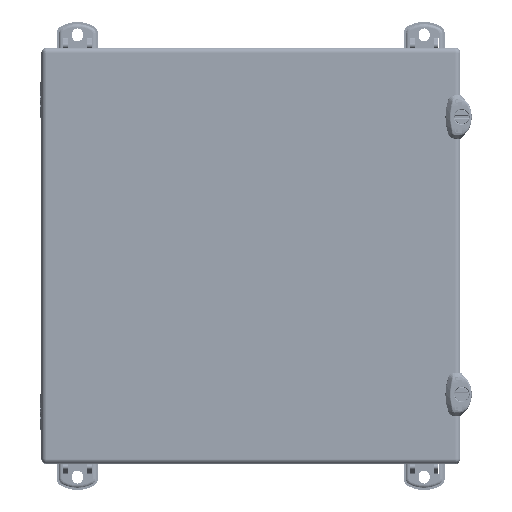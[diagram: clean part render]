
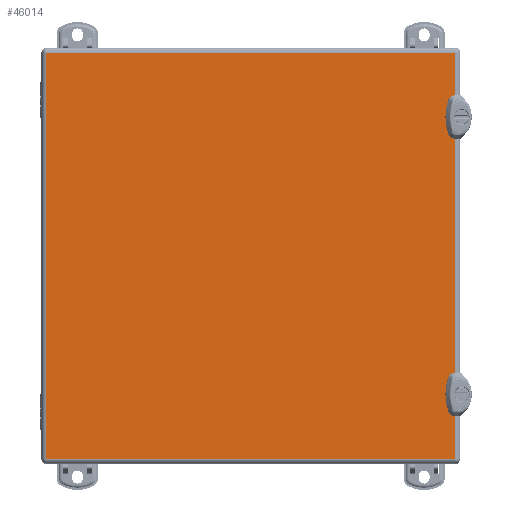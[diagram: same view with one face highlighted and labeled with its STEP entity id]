
A CAD part, top view. The second image highlights one B-rep face of the part: STEP entity #46014.
In plain terms, the highlighted planar face has unit normal (0, 0, 1).
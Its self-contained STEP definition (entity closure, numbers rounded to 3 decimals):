
#3350=PLANE('',#50043);
#4914=FACE_OUTER_BOUND('',#7753,.T.);
#7753=EDGE_LOOP('',(#34475,#34476,#34477,#34478,#34479,#34480,#34481,#34482,
#34483,#34484,#34485,#34486,#34487,#34488,#34489,#34490));
#10907=LINE('',#75002,#14765);
#10916=LINE('',#75031,#14774);
#10919=LINE('',#75040,#14777);
#10949=LINE('',#75124,#14807);
#10955=LINE('',#75142,#14813);
#10958=LINE('',#75149,#14816);
#10962=LINE('',#75161,#14820);
#10966=LINE('',#75176,#14824);
#10970=LINE('',#75186,#14828);
#11045=LINE('',#75469,#14903);
#11047=LINE('',#75478,#14905);
#11048=LINE('',#75484,#14906);
#14765=VECTOR('',#56273,0.394);
#14774=VECTOR('',#56298,0.394);
#14777=VECTOR('',#56307,0.394);
#14807=VECTOR('',#56387,0.394);
#14813=VECTOR('',#56403,0.394);
#14816=VECTOR('',#56410,0.394);
#14820=VECTOR('',#56422,0.394);
#14824=VECTOR('',#56440,0.394);
#14828=VECTOR('',#56452,0.394);
#14903=VECTOR('',#56681,0.394);
#14905=VECTOR('',#56693,0.394);
#14906=VECTOR('',#56704,0.394);
#18085=CIRCLE('',#49935,0.03);
#18087=CIRCLE('',#49939,0.03);
#18089=CIRCLE('',#49942,0.03);
#18091=CIRCLE('',#49946,0.03);
#20284=VERTEX_POINT('',#74998);
#20286=VERTEX_POINT('',#75001);
#20297=VERTEX_POINT('',#75028);
#20298=VERTEX_POINT('',#75030);
#20301=VERTEX_POINT('',#75038);
#20330=VERTEX_POINT('',#75123);
#20336=VERTEX_POINT('',#75139);
#20337=VERTEX_POINT('',#75141);
#20339=VERTEX_POINT('',#75147);
#20341=VERTEX_POINT('',#75154);
#20343=VERTEX_POINT('',#75160);
#20345=VERTEX_POINT('',#75169);
#20347=VERTEX_POINT('',#75175);
#20349=VERTEX_POINT('',#75181);
#20422=VERTEX_POINT('',#75463);
#20426=VERTEX_POINT('',#75476);
#25310=EDGE_CURVE('',#20286,#20284,#10907,.T.);
#25324=EDGE_CURVE('',#20297,#20298,#10916,.T.);
#25329=EDGE_CURVE('',#20301,#20284,#10919,.T.);
#25371=EDGE_CURVE('',#20330,#20298,#10949,.T.);
#25380=EDGE_CURVE('',#20336,#20337,#10955,.T.);
#25384=EDGE_CURVE('',#20297,#20339,#10958,.T.);
#25387=EDGE_CURVE('',#20341,#20286,#18085,.T.);
#25390=EDGE_CURVE('',#20343,#20341,#10962,.T.);
#25393=EDGE_CURVE('',#20339,#20343,#18087,.T.);
#25395=EDGE_CURVE('',#20345,#20330,#18089,.T.);
#25398=EDGE_CURVE('',#20347,#20345,#10966,.T.);
#25401=EDGE_CURVE('',#20349,#20347,#18091,.T.);
#25404=EDGE_CURVE('',#20336,#20349,#10970,.T.);
#25519=EDGE_CURVE('',#20337,#20422,#11045,.T.);
#25524=EDGE_CURVE('',#20426,#20301,#11047,.T.);
#25528=EDGE_CURVE('',#20422,#20426,#11048,.T.);
#34475=ORIENTED_EDGE('',*,*,#25310,.T.);
#34476=ORIENTED_EDGE('',*,*,#25329,.F.);
#34477=ORIENTED_EDGE('',*,*,#25524,.F.);
#34478=ORIENTED_EDGE('',*,*,#25528,.F.);
#34479=ORIENTED_EDGE('',*,*,#25519,.F.);
#34480=ORIENTED_EDGE('',*,*,#25380,.F.);
#34481=ORIENTED_EDGE('',*,*,#25404,.T.);
#34482=ORIENTED_EDGE('',*,*,#25401,.T.);
#34483=ORIENTED_EDGE('',*,*,#25398,.T.);
#34484=ORIENTED_EDGE('',*,*,#25395,.T.);
#34485=ORIENTED_EDGE('',*,*,#25371,.T.);
#34486=ORIENTED_EDGE('',*,*,#25324,.F.);
#34487=ORIENTED_EDGE('',*,*,#25384,.T.);
#34488=ORIENTED_EDGE('',*,*,#25393,.T.);
#34489=ORIENTED_EDGE('',*,*,#25390,.T.);
#34490=ORIENTED_EDGE('',*,*,#25387,.T.);
#46014=ADVANCED_FACE('',(#4914),#3350,.T.);
#49935=AXIS2_PLACEMENT_3D('',#75155,#56416,#56417);
#49939=AXIS2_PLACEMENT_3D('',#75165,#56428,#56429);
#49942=AXIS2_PLACEMENT_3D('',#75170,#56434,#56435);
#49946=AXIS2_PLACEMENT_3D('',#75182,#56446,#56447);
#50043=AXIS2_PLACEMENT_3D('',#75498,#56724,#56725);
#56273=DIRECTION('',(1.,0.,0.));
#56298=DIRECTION('',(0.,-1.,0.));
#56307=DIRECTION('',(0.,-1.,0.));
#56387=DIRECTION('',(1.,0.,0.));
#56403=DIRECTION('',(0.,-1.,0.));
#56410=DIRECTION('',(-1.,0.,0.));
#56416=DIRECTION('center_axis',(0.,0.,-1.));
#56417=DIRECTION('ref_axis',(0.,1.,0.));
#56422=DIRECTION('',(0.,1.,0.));
#56428=DIRECTION('center_axis',(0.,0.,-1.));
#56429=DIRECTION('ref_axis',(-1.,0.,0.));
#56434=DIRECTION('center_axis',(0.,0.,-1.));
#56435=DIRECTION('ref_axis',(0.,1.,0.));
#56440=DIRECTION('',(0.,1.,0.));
#56446=DIRECTION('center_axis',(0.,0.,-1.));
#56447=DIRECTION('ref_axis',(-1.,0.,0.));
#56452=DIRECTION('',(-1.,0.,0.));
#56681=DIRECTION('',(-1.,0.,0.));
#56693=DIRECTION('',(1.,0.,0.));
#56704=DIRECTION('',(0.,1.,0.));
#56724=DIRECTION('center_axis',(0.,0.,1.));
#56725=DIRECTION('ref_axis',(1.,0.,0.));
#74998=CARTESIAN_POINT('',(5.894,4.563,0.053));
#75001=CARTESIAN_POINT('',(5.867,4.563,0.053));
#75002=CARTESIAN_POINT('',(3.042,4.563,0.053));
#75028=CARTESIAN_POINT('',(5.894,3.438,0.053));
#75030=CARTESIAN_POINT('',(5.894,-3.438,0.053));
#75031=CARTESIAN_POINT('',(5.894,-2.927,0.053));
#75038=CARTESIAN_POINT('',(5.894,5.854,0.053));
#75040=CARTESIAN_POINT('',(5.894,-2.927,0.053));
#75123=CARTESIAN_POINT('',(5.867,-3.438,0.053));
#75124=CARTESIAN_POINT('',(3.042,-3.438,0.053));
#75139=CARTESIAN_POINT('',(5.894,-4.563,0.053));
#75141=CARTESIAN_POINT('',(5.894,-5.854,0.053));
#75142=CARTESIAN_POINT('',(5.894,-2.927,0.053));
#75147=CARTESIAN_POINT('',(5.867,3.438,0.053));
#75149=CARTESIAN_POINT('',(2.933,3.438,0.053));
#75154=CARTESIAN_POINT('',(5.837,4.533,0.053));
#75155=CARTESIAN_POINT('Origin',(5.867,4.533,0.053));
#75160=CARTESIAN_POINT('',(5.837,3.468,0.053));
#75161=CARTESIAN_POINT('',(5.837,2.266,0.053));
#75165=CARTESIAN_POINT('Origin',(5.867,3.468,0.053));
#75169=CARTESIAN_POINT('',(5.837,-3.468,0.053));
#75170=CARTESIAN_POINT('Origin',(5.867,-3.468,0.053));
#75175=CARTESIAN_POINT('',(5.837,-4.533,0.053));
#75176=CARTESIAN_POINT('',(5.837,-1.734,0.053));
#75181=CARTESIAN_POINT('',(5.867,-4.563,0.053));
#75182=CARTESIAN_POINT('Origin',(5.867,-4.533,0.053));
#75186=CARTESIAN_POINT('',(2.933,-4.563,0.053));
#75463=CARTESIAN_POINT('',(-5.894,-5.854,0.053));
#75469=CARTESIAN_POINT('',(-2.947,-5.854,0.053));
#75476=CARTESIAN_POINT('',(-5.894,5.854,0.053));
#75478=CARTESIAN_POINT('',(2.947,5.854,0.053));
#75484=CARTESIAN_POINT('',(-5.894,2.927,0.053));
#75498=CARTESIAN_POINT('Origin',(0.,0.,
0.053));
